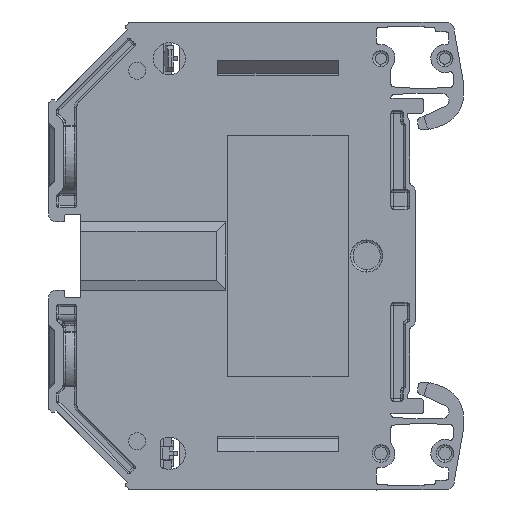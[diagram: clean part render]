
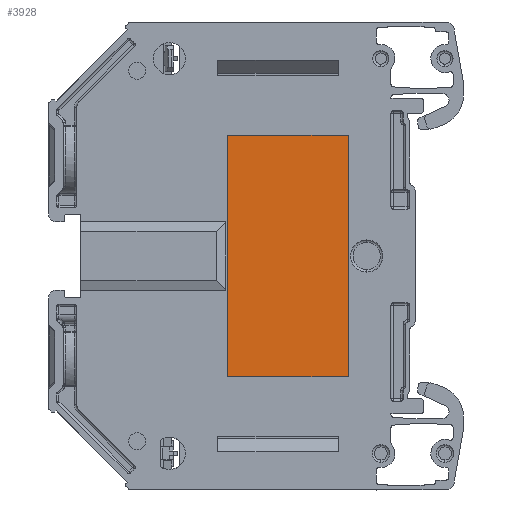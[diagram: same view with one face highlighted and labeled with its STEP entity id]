
A CAD part, left-side view. The second image highlights one B-rep face of the part: STEP entity #3928.
In plain terms, the highlighted face is planar.
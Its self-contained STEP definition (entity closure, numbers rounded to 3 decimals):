
#3928=ADVANCED_FACE('',(#6783),#4916,.T.);
#4916=PLANE('',#38962);
#6783=FACE_OUTER_BOUND('',#8978,.T.);
#8978=EDGE_LOOP('',(#20015,#20016,#20017,#20018));
#20015=ORIENTED_EDGE('',*,*,#29355,.T.);
#20016=ORIENTED_EDGE('',*,*,#29356,.T.);
#20017=ORIENTED_EDGE('',*,*,#29357,.T.);
#20018=ORIENTED_EDGE('',*,*,#29358,.T.);
#24486=VERTEX_POINT('',#64309);
#24487=VERTEX_POINT('',#64310);
#24488=VERTEX_POINT('',#64312);
#24489=VERTEX_POINT('',#64314);
#29355=EDGE_CURVE('',#24486,#24487,#32459,.T.);
#29356=EDGE_CURVE('',#24487,#24488,#32460,.T.);
#29357=EDGE_CURVE('',#24488,#24489,#32461,.T.);
#29358=EDGE_CURVE('',#24489,#24486,#32462,.T.);
#32459=LINE('',#64308,#35195);
#32460=LINE('',#64311,#35196);
#32461=LINE('',#64313,#35197);
#32462=LINE('',#64315,#35198);
#35195=VECTOR('',#49229,1.);
#35196=VECTOR('',#49230,1.);
#35197=VECTOR('',#49231,1.);
#35198=VECTOR('',#49232,1.);
#38962=AXIS2_PLACEMENT_3D('',#64316,#49233,#49234);
#49229=DIRECTION('',(0.,-1.,0.));
#49230=DIRECTION('',(-1.,0.,0.));
#49231=DIRECTION('',(0.,1.,0.));
#49232=DIRECTION('',(1.,0.,0.));
#49233=DIRECTION('',(0.,0.,-1.));
#49234=DIRECTION('',(1.,0.,0.));
#64308=CARTESIAN_POINT('',(15.,29.3,-7.8));
#64309=CARTESIAN_POINT('',(15.,29.3,-7.8));
#64310=CARTESIAN_POINT('',(15.,14.3,-7.8));
#64311=CARTESIAN_POINT('',(15.,14.3,-7.8));
#64312=CARTESIAN_POINT('',(-15.,14.3,-7.8));
#64313=CARTESIAN_POINT('',(-15.,14.3,-7.8));
#64314=CARTESIAN_POINT('',(-15.,29.3,-7.8));
#64315=CARTESIAN_POINT('',(-15.,29.3,-7.8));
#64316=CARTESIAN_POINT('',(0.,0.,-7.8));
